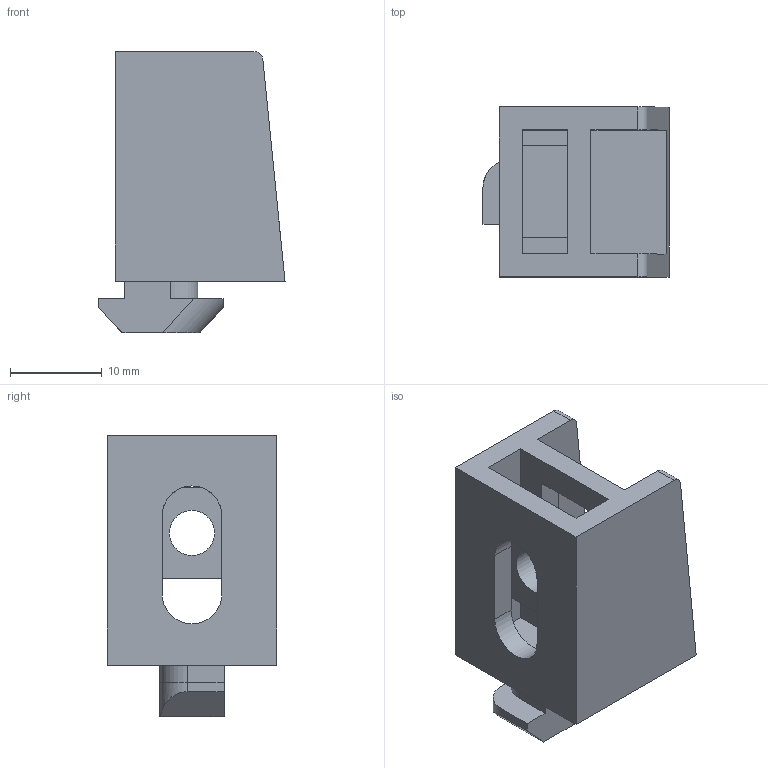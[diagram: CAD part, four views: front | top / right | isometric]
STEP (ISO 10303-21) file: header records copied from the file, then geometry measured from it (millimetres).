
FILE_DESCRIPTION((''),'2;1');
FILE_NAME('AR3521.stp','2021-06-25T15:34:37',('arma01'),(''),'Autodesk Inventor 2013','Autodesk Inventor 2013','');
FILE_SCHEMA(('AUTOMOTIVE_DESIGN { 1 0 10303 214 1 1 1 1 }'));
Length unit declared in the file: millimetre
Products named in the file (1): AR3521
Bounding box: 20.25 x 18.5 x 30.6 mm (x, y, z)
Volume: 4561.3 mm3; surface area: 3942.5 mm2
Topology: 1 solids, 1 shells, 47 faces, 140 edges, 91 vertices
Faces by surface type: plane 38, cylinder 9
Full cylindrical faces by diameter (mm): 4.917 x1
Entity records: 1651 total; most frequent: CARTESIAN_POINT 276, ORIENTED_EDGE 276, DIRECTION 256, EDGE_CURVE 138, VECTOR 116, LINE 116, VERTEX_POINT 90, AXIS2_PLACEMENT_3D 70
